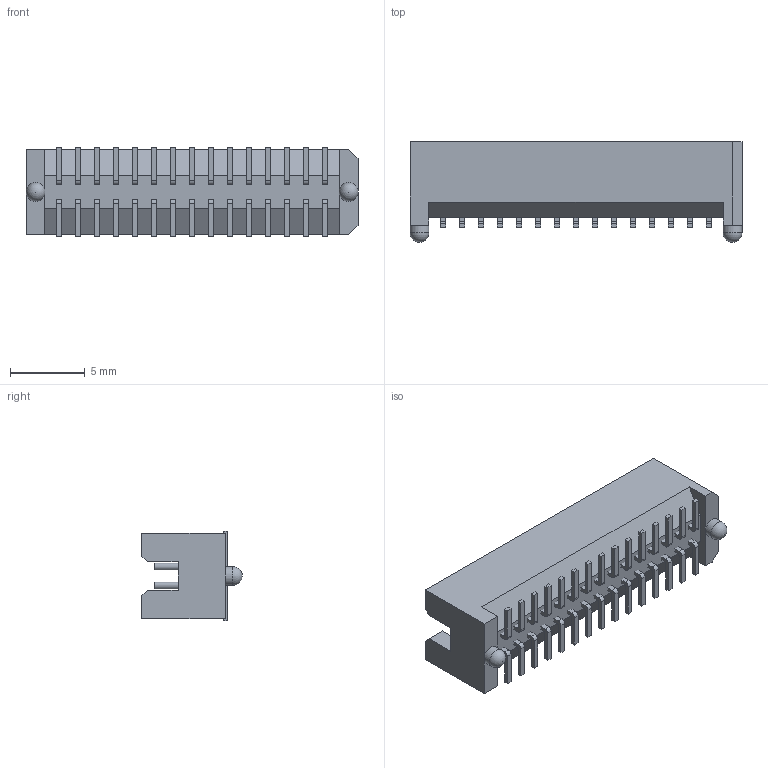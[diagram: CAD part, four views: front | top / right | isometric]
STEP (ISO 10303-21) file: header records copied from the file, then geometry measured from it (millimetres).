
FILE_DESCRIPTION(/* description */ ('STEP AP214'),/* implementation_level */ '2;1');
FILE_NAME(/* name */ 'TFC-115-02-F-D-A',/* time_stamp */ '2024-03-18T15:40:58+01:00',/* author */ ('License CC BY-ND 4.0'),/* organization */ ('CADENAS'),/* preprocessor_version */ 'ST-DEVELOPER v19.3',/* originating_system */ 'PARTsolutions',/* authorisation */ ' ');
FILE_SCHEMA (('AUTOMOTIVE_DESIGN {1 0 10303 214 3 1 1}'));
Length unit declared in the file: inch
Products named in the file (3): TFC-115-02-F-D-A; TFC-115-02-L-D-A_terminal; TFC-115-02-L-D_pins
Assembly tree (2 placements, depth 2):
  TFC-115-02-F-D-A
    TFC-115-02-L-D-A_terminal
    TFC-115-02-L-D_pins
Bounding box: 22.23 x 6.73 x 5.97 mm (x, y, z)
Volume: 347 mm3; surface area: 1060.7 mm2
Topology: 2 solids, 2 shells, 358 faces, 997 edges, 671 vertices
Faces by surface type: plane 264, cylinder 92, sphere 2
Full cylindrical faces by diameter (mm): 0.457 x30, 1.27 x2
Entity records: 11023 total; most frequent: CARTESIAN_POINT 1923, ORIENTED_EDGE 1854, DIRECTION 1835, EDGE_CURVE 927, LINE 741, VECTOR 741, VERTEX_POINT 635, AXIS2_PLACEMENT_3D 547
